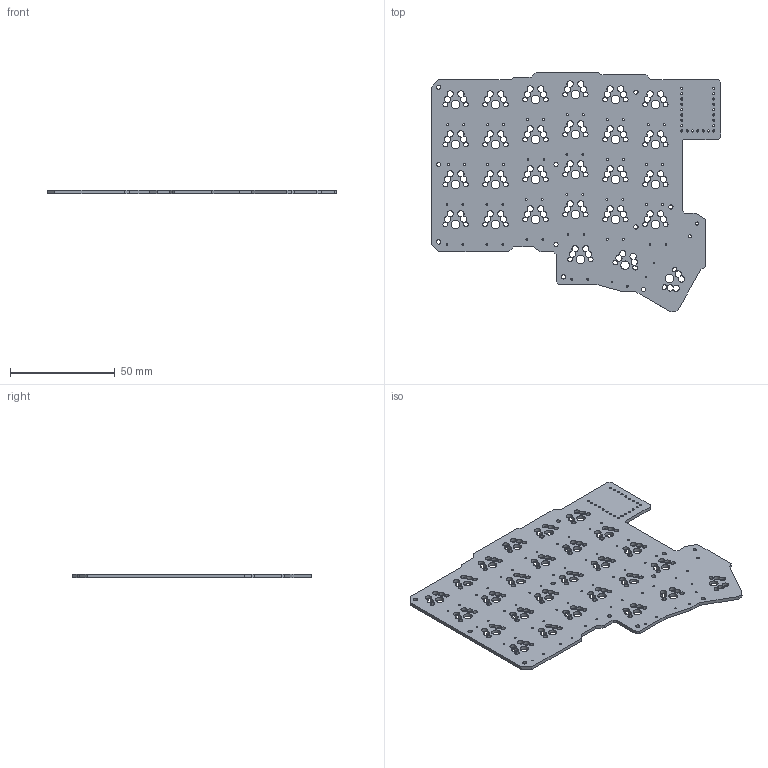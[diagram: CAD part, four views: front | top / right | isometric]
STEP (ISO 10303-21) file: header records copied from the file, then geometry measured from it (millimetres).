
FILE_DESCRIPTION(/* description */ ('STEP AP242 Edition 2','CAx-IF Rec.Pracs.---Representation and Presentation of Product Manufacturing Information (PMI)---4.0---2014-10-13','CAx-IF Rec.Pracs.---3D Tessellated Geometry---0.4---2014-09-14','2;1','CAx-IF Rec.Pracs.---User Defined Attributes---1.5---2016-08-15'),/* implementation_level */ '2;1');
FILE_NAME(/* name */ '6940ab168001d428aa0e4e65',/* time_stamp */ '2025-12-16T00:43:03Z',/* author */ (''),/* organization */ (''),/* preprocessor_version */ 'ST-DEVELOPER v20',/* originating_system */ 'ONSHAPE BY PTC INC, 1.208',/* authorisation */ ' ');
FILE_SCHEMA (('AP242_MANAGED_MODEL_BASED_3D_ENGINEERING_MIM_LF { 1 0 10303 442 3 1 4 }'));
Length unit declared in the file: metre
Products named in the file (1): pcb_aliexpress_V1.3
Bounding box: 138.11 x 114.3 x 1.6 mm (x, y, z)
Volume: 17040 mm3; surface area: 25147.6 mm2
Topology: 1 solids, 1 shells, 372 faces, 1110 edges, 740 vertices
Faces by surface type: cylinder 332, plane 40
Full cylindrical faces by diameter (mm): 0.8 x54, 1 x23, 1.5 x2, 2 x10, 4.1 x27
Entity records: 13236 total; most frequent: DIRECTION 2404, CARTESIAN_POINT 2107, ORIENTED_EDGE 1988, AXIS2_PLACEMENT_3D 1037, EDGE_CURVE 994, EDGE_LOOP 936, FACE_BOUND 936, VERTEX_POINT 740
